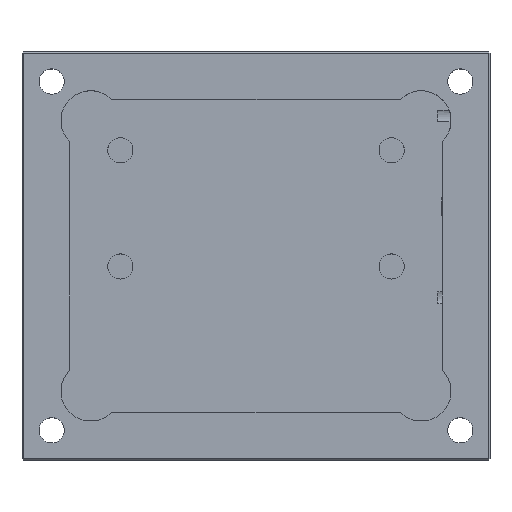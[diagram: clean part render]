
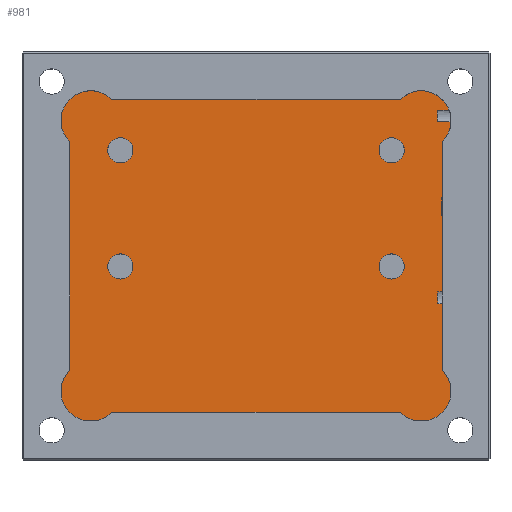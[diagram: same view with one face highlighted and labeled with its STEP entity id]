
A CAD part, top view. The second image highlights one B-rep face of the part: STEP entity #981.
In plain terms, the highlighted planar face has unit normal (0, 0, 1).
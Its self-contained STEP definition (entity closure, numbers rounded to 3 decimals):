
#15=(
BOUNDED_CURVE()
B_SPLINE_CURVE(2,(#1624,#1625,#1626),.UNSPECIFIED.,.F.,.F.)
B_SPLINE_CURVE_WITH_KNOTS((3,3),(0.,0.078),.UNSPECIFIED.)
CURVE()
GEOMETRIC_REPRESENTATION_ITEM()
RATIONAL_B_SPLINE_CURVE((1.,1.09,1.))
REPRESENTATION_ITEM('')
);
#16=(
BOUNDED_CURVE()
B_SPLINE_CURVE(2,(#1671,#1672,#1673),.UNSPECIFIED.,.F.,.F.)
B_SPLINE_CURVE_WITH_KNOTS((3,3),(0.,0.078),.UNSPECIFIED.)
CURVE()
GEOMETRIC_REPRESENTATION_ITEM()
RATIONAL_B_SPLINE_CURVE((1.,1.09,1.))
REPRESENTATION_ITEM('')
);
#56=FACE_BOUND('',#221,.T.);
#57=FACE_BOUND('',#222,.T.);
#58=FACE_BOUND('',#223,.T.);
#59=FACE_BOUND('',#224,.T.);
#81=CIRCLE('',#1061,2.);
#84=CIRCLE('',#1067,0.847);
#86=CIRCLE('',#1071,0.847);
#88=CIRCLE('',#1075,0.847);
#90=CIRCLE('',#1079,0.847);
#98=CIRCLE('',#1094,2.);
#99=CIRCLE('',#1095,2.);
#101=CIRCLE('',#1100,2.);
#102=CIRCLE('',#1101,2.);
#149=FACE_OUTER_BOUND('',#220,.T.);
#220=EDGE_LOOP('',(#835,#836,#837,#838,#839,#840,#841,#842,#843,#844,#845,
#846,#847,#848,#849,#850,#851,#852,#853,#854));
#221=EDGE_LOOP('',(#855));
#222=EDGE_LOOP('',(#856));
#223=EDGE_LOOP('',(#857));
#224=EDGE_LOOP('',(#858));
#299=LINE('',#1617,#387);
#300=LINE('',#1621,#388);
#302=LINE('',#1649,#390);
#303=LINE('',#1653,#391);
#304=LINE('',#1676,#392);
#307=LINE('',#1681,#395);
#308=LINE('',#1686,#396);
#310=LINE('',#1695,#398);
#312=LINE('',#1699,#400);
#313=LINE('',#1700,#401);
#314=LINE('',#1703,#402);
#315=LINE('',#1706,#403);
#316=LINE('',#1708,#404);
#387=VECTOR('',#1316,10.);
#388=VECTOR('',#1319,10.);
#390=VECTOR('',#1327,10.);
#391=VECTOR('',#1330,10.);
#392=VECTOR('',#1335,10.);
#395=VECTOR('',#1338,10.);
#396=VECTOR('',#1343,10.);
#398=VECTOR('',#1353,10.);
#400=VECTOR('',#1359,10.);
#401=VECTOR('',#1360,10.);
#402=VECTOR('',#1363,10.);
#403=VECTOR('',#1366,10.);
#404=VECTOR('',#1367,10.);
#461=VERTEX_POINT('',#1569);
#462=VERTEX_POINT('',#1571);
#465=VERTEX_POINT('',#1584);
#467=VERTEX_POINT('',#1591);
#469=VERTEX_POINT('',#1598);
#471=VERTEX_POINT('',#1605);
#474=VERTEX_POINT('',#1614);
#475=VERTEX_POINT('',#1616);
#476=VERTEX_POINT('',#1618);
#477=VERTEX_POINT('',#1620);
#479=VERTEX_POINT('',#1630);
#480=VERTEX_POINT('',#1648);
#481=VERTEX_POINT('',#1650);
#482=VERTEX_POINT('',#1652);
#483=VERTEX_POINT('',#1675);
#484=VERTEX_POINT('',#1678);
#485=VERTEX_POINT('',#1680);
#487=VERTEX_POINT('',#1684);
#488=VERTEX_POINT('',#1689);
#489=VERTEX_POINT('',#1693);
#490=VERTEX_POINT('',#1694);
#491=VERTEX_POINT('',#1702);
#492=VERTEX_POINT('',#1704);
#493=VERTEX_POINT('',#1707);
#569=EDGE_CURVE('',#462,#461,#81,.T.);
#576=EDGE_CURVE('',#465,#465,#84,.T.);
#579=EDGE_CURVE('',#467,#467,#86,.T.);
#582=EDGE_CURVE('',#469,#469,#88,.T.);
#585=EDGE_CURVE('',#471,#471,#90,.T.);
#590=EDGE_CURVE('',#475,#474,#299,.T.);
#592=EDGE_CURVE('',#477,#476,#300,.T.);
#594=EDGE_CURVE('',#476,#475,#15,.T.);
#597=EDGE_CURVE('',#480,#479,#302,.T.);
#599=EDGE_CURVE('',#482,#481,#303,.T.);
#601=EDGE_CURVE('',#481,#480,#16,.T.);
#602=EDGE_CURVE('',#483,#477,#304,.T.);
#605=EDGE_CURVE('',#485,#484,#307,.T.);
#608=EDGE_CURVE('',#474,#487,#308,.T.);
#609=EDGE_CURVE('',#484,#482,#98,.T.);
#611=EDGE_CURVE('',#479,#488,#99,.T.);
#612=EDGE_CURVE('',#489,#490,#310,.T.);
#615=EDGE_CURVE('',#490,#485,#312,.T.);
#616=EDGE_CURVE('',#487,#489,#313,.T.);
#617=EDGE_CURVE('',#488,#491,#314,.T.);
#618=EDGE_CURVE('',#491,#492,#101,.T.);
#619=EDGE_CURVE('',#492,#462,#315,.T.);
#620=EDGE_CURVE('',#461,#493,#316,.T.);
#621=EDGE_CURVE('',#493,#483,#102,.T.);
#835=ORIENTED_EDGE('',*,*,#590,.T.);
#836=ORIENTED_EDGE('',*,*,#608,.T.);
#837=ORIENTED_EDGE('',*,*,#616,.T.);
#838=ORIENTED_EDGE('',*,*,#612,.T.);
#839=ORIENTED_EDGE('',*,*,#615,.T.);
#840=ORIENTED_EDGE('',*,*,#605,.T.);
#841=ORIENTED_EDGE('',*,*,#609,.T.);
#842=ORIENTED_EDGE('',*,*,#599,.T.);
#843=ORIENTED_EDGE('',*,*,#601,.T.);
#844=ORIENTED_EDGE('',*,*,#597,.T.);
#845=ORIENTED_EDGE('',*,*,#611,.T.);
#846=ORIENTED_EDGE('',*,*,#617,.T.);
#847=ORIENTED_EDGE('',*,*,#618,.T.);
#848=ORIENTED_EDGE('',*,*,#619,.T.);
#849=ORIENTED_EDGE('',*,*,#569,.T.);
#850=ORIENTED_EDGE('',*,*,#620,.T.);
#851=ORIENTED_EDGE('',*,*,#621,.T.);
#852=ORIENTED_EDGE('',*,*,#602,.T.);
#853=ORIENTED_EDGE('',*,*,#592,.T.);
#854=ORIENTED_EDGE('',*,*,#594,.T.);
#855=ORIENTED_EDGE('',*,*,#576,.T.);
#856=ORIENTED_EDGE('',*,*,#579,.T.);
#857=ORIENTED_EDGE('',*,*,#582,.T.);
#858=ORIENTED_EDGE('',*,*,#585,.T.);
#931=PLANE('',#1099);
#981=ADVANCED_FACE('',(#149,#56,#57,#58,#59),#931,.T.);
#1061=AXIS2_PLACEMENT_3D('',#1572,#1261,#1262);
#1067=AXIS2_PLACEMENT_3D('',#1585,#1277,#1278);
#1071=AXIS2_PLACEMENT_3D('',#1592,#1286,#1287);
#1075=AXIS2_PLACEMENT_3D('',#1599,#1295,#1296);
#1079=AXIS2_PLACEMENT_3D('',#1606,#1304,#1305);
#1094=AXIS2_PLACEMENT_3D('',#1688,#1346,#1347);
#1095=AXIS2_PLACEMENT_3D('',#1691,#1349,#1350);
#1099=AXIS2_PLACEMENT_3D('',#1701,#1361,#1362);
#1100=AXIS2_PLACEMENT_3D('',#1705,#1364,#1365);
#1101=AXIS2_PLACEMENT_3D('',#1709,#1368,#1369);
#1261=DIRECTION('center_axis',(0.,0.,1.));
#1262=DIRECTION('ref_axis',(-1.,0.,0.));
#1277=DIRECTION('center_axis',(0.,0.,-1.));
#1278=DIRECTION('ref_axis',(1.,0.,0.));
#1286=DIRECTION('center_axis',(0.,0.,-1.));
#1287=DIRECTION('ref_axis',(1.,0.,0.));
#1295=DIRECTION('center_axis',(0.,0.,-1.));
#1296=DIRECTION('ref_axis',(1.,0.,0.));
#1304=DIRECTION('center_axis',(0.,0.,-1.));
#1305=DIRECTION('ref_axis',(1.,0.,0.));
#1316=DIRECTION('',(1.,0.,0.));
#1319=DIRECTION('',(-1.,0.,0.));
#1327=DIRECTION('',(1.,0.,0.));
#1330=DIRECTION('',(-1.,0.,0.));
#1335=DIRECTION('',(0.,1.,0.));
#1338=DIRECTION('',(0.,1.,0.));
#1343=DIRECTION('',(0.,1.,0.));
#1346=DIRECTION('center_axis',(0.,0.,1.));
#1347=DIRECTION('ref_axis',(-1.,0.,0.));
#1349=DIRECTION('center_axis',(0.,0.,1.));
#1350=DIRECTION('ref_axis',(-1.,0.,0.));
#1353=DIRECTION('',(0.,1.,0.));
#1359=DIRECTION('',(1.,0.,0.));
#1360=DIRECTION('',(-1.,0.,0.));
#1361=DIRECTION('center_axis',(0.,0.,1.));
#1362=DIRECTION('ref_axis',(1.,0.,0.));
#1363=DIRECTION('',(-1.,0.,0.));
#1364=DIRECTION('center_axis',(0.,0.,1.));
#1365=DIRECTION('ref_axis',(-1.,0.,0.));
#1366=DIRECTION('',(0.,-1.,0.));
#1367=DIRECTION('',(1.,0.,0.));
#1368=DIRECTION('center_axis',(0.,0.,1.));
#1369=DIRECTION('ref_axis',(-1.,0.,0.));
#1569=CARTESIAN_POINT('',(6.028,3.2,4.17));
#1571=CARTESIAN_POINT('',(3.2,6.028,4.17));
#1572=CARTESIAN_POINT('Origin',(4.614,4.614,4.17));
#1584=CARTESIAN_POINT('',(23.953,20.8,4.17));
#1585=CARTESIAN_POINT('Origin',(24.8,20.8,4.17));
#1591=CARTESIAN_POINT('',(23.953,13.,4.17));
#1592=CARTESIAN_POINT('Origin',(24.8,13.,4.17));
#1598=CARTESIAN_POINT('',(5.753,13.,4.17));
#1599=CARTESIAN_POINT('Origin',(6.6,13.,4.17));
#1605=CARTESIAN_POINT('',(5.753,20.8,4.17));
#1606=CARTESIAN_POINT('Origin',(6.6,20.8,4.17));
#1614=CARTESIAN_POINT('',(28.2,11.286,4.17));
#1616=CARTESIAN_POINT('',(27.9,11.286,4.17));
#1617=CARTESIAN_POINT('',(29.65,11.286,4.17));
#1618=CARTESIAN_POINT('',(27.9,10.514,4.17));
#1620=CARTESIAN_POINT('',(28.2,10.514,4.17));
#1621=CARTESIAN_POINT('',(29.65,10.514,4.17));
#1624=CARTESIAN_POINT('Ctrl Pts',(27.9,10.514,4.17));
#1625=CARTESIAN_POINT('Ctrl Pts',(27.808,10.9,4.17));
#1626=CARTESIAN_POINT('Ctrl Pts',(27.9,11.286,4.17));
#1630=CARTESIAN_POINT('',(28.659,23.486,4.17));
#1648=CARTESIAN_POINT('',(27.9,23.486,4.17));
#1649=CARTESIAN_POINT('',(29.65,23.486,4.17));
#1650=CARTESIAN_POINT('',(27.9,22.714,4.17));
#1652=CARTESIAN_POINT('',(28.784,22.714,4.17));
#1653=CARTESIAN_POINT('',(29.65,22.714,4.17));
#1671=CARTESIAN_POINT('Ctrl Pts',(27.9,22.714,4.17));
#1672=CARTESIAN_POINT('Ctrl Pts',(27.808,23.1,4.17));
#1673=CARTESIAN_POINT('Ctrl Pts',(27.9,23.486,4.17));
#1675=CARTESIAN_POINT('',(28.2,6.028,4.17));
#1676=CARTESIAN_POINT('',(28.2,18.95,4.17));
#1678=CARTESIAN_POINT('',(28.2,21.372,4.17));
#1680=CARTESIAN_POINT('',(28.2,17.603,4.17));
#1681=CARTESIAN_POINT('',(28.2,18.95,4.17));
#1684=CARTESIAN_POINT('',(28.2,16.397,4.17));
#1686=CARTESIAN_POINT('',(28.2,18.95,4.17));
#1688=CARTESIAN_POINT('Origin',(26.786,22.786,4.17));
#1689=CARTESIAN_POINT('',(25.372,24.2,4.17));
#1691=CARTESIAN_POINT('Origin',(26.786,22.786,4.17));
#1693=CARTESIAN_POINT('',(28.15,16.397,4.17));
#1694=CARTESIAN_POINT('',(28.15,17.603,4.17));
#1695=CARTESIAN_POINT('',(28.15,15.35,4.17));
#1699=CARTESIAN_POINT('',(29.775,17.603,4.17));
#1700=CARTESIAN_POINT('',(29.775,16.397,4.17));
#1701=CARTESIAN_POINT('Origin',(15.7,13.7,4.17));
#1702=CARTESIAN_POINT('',(6.028,24.2,4.17));
#1703=CARTESIAN_POINT('',(9.45,24.2,4.17));
#1704=CARTESIAN_POINT('',(3.2,21.372,4.17));
#1705=CARTESIAN_POINT('Origin',(4.614,22.786,4.17));
#1706=CARTESIAN_POINT('',(3.2,8.45,4.17));
#1707=CARTESIAN_POINT('',(25.372,3.2,4.17));
#1708=CARTESIAN_POINT('',(21.95,3.2,4.17));
#1709=CARTESIAN_POINT('Origin',(26.786,4.614,4.17));
